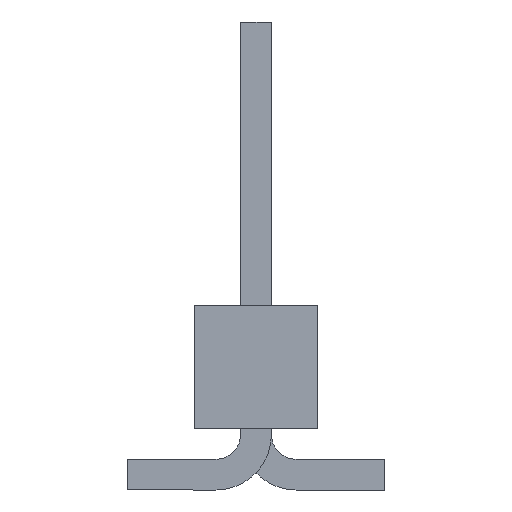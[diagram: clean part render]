
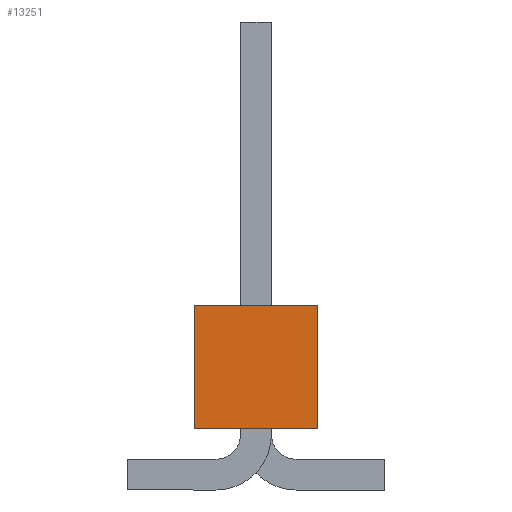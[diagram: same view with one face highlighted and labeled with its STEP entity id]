
A CAD part, left-side view. The second image highlights one B-rep face of the part: STEP entity #13251.
In plain terms, the highlighted face is planar.
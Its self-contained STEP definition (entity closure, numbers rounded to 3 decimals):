
#2888 = VERTEX_POINT('',#2889);
#2889 = CARTESIAN_POINT('',(54.61,1.27,1.27));
#2895 = EDGE_CURVE('',#2888,#2896,#2898,.T.);
#2896 = VERTEX_POINT('',#2897);
#2897 = CARTESIAN_POINT('',(54.61,1.27,-1.27));
#2898 = LINE('',#2899,#2900);
#2899 = CARTESIAN_POINT('',(54.61,1.27,1.27));
#2900 = VECTOR('',#2901,1.);
#2901 = DIRECTION('',(0.,0.,-1.));
#7038 = VERTEX_POINT('',#7039);
#7039 = CARTESIAN_POINT('',(54.61,-1.27,-1.27));
#7045 = EDGE_CURVE('',#7046,#7038,#7048,.T.);
#7046 = VERTEX_POINT('',#7047);
#7047 = CARTESIAN_POINT('',(54.61,-1.27,1.27));
#7048 = LINE('',#7049,#7050);
#7049 = CARTESIAN_POINT('',(54.61,-1.27,1.27));
#7050 = VECTOR('',#7051,1.);
#7051 = DIRECTION('',(0.,0.,-1.));
#9358 = EDGE_CURVE('',#2896,#7038,#9359,.T.);
#9359 = LINE('',#9360,#9361);
#9360 = CARTESIAN_POINT('',(54.61,1.27,-1.27));
#9361 = VECTOR('',#9362,1.);
#9362 = DIRECTION('',(0.,-1.,0.));
#9380 = EDGE_CURVE('',#2888,#7046,#9381,.T.);
#9381 = LINE('',#9382,#9383);
#9382 = CARTESIAN_POINT('',(54.61,1.27,1.27));
#9383 = VECTOR('',#9384,1.);
#9384 = DIRECTION('',(0.,-1.,0.));
#13251 = ADVANCED_FACE('',(#13252),#13258,.F.);
#13252 = FACE_BOUND('',#13253,.T.);
#13253 = EDGE_LOOP('',(#13254,#13255,#13256,#13257));
#13254 = ORIENTED_EDGE('',*,*,#7045,.T.);
#13255 = ORIENTED_EDGE('',*,*,#9358,.F.);
#13256 = ORIENTED_EDGE('',*,*,#2895,.F.);
#13257 = ORIENTED_EDGE('',*,*,#9380,.T.);
#13258 = PLANE('',#13259);
#13259 = AXIS2_PLACEMENT_3D('',#13260,#13261,#13262);
#13260 = CARTESIAN_POINT('',(54.61,1.27,1.27));
#13261 = DIRECTION('',(-1.,0.,0.));
#13262 = DIRECTION('',(0.,0.,1.));
